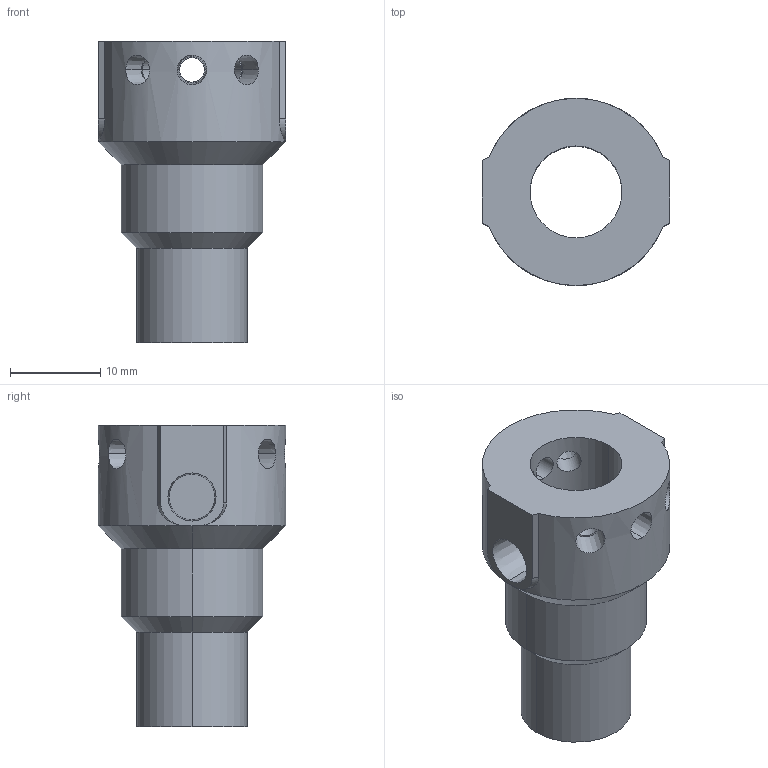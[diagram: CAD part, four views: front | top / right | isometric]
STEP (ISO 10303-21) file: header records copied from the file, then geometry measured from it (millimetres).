
FILE_DESCRIPTION (( 'STEP AP214' ), '1' );
FILE_NAME ('Landing Gear Lever Collar.STEP', '2021-03-26T06:39:41', ( '' ), ( '' ), 'SwSTEP 2.0', 'SolidWorks 2019', '' );
FILE_SCHEMA (( 'AUTOMOTIVE_DESIGN' ));
Length unit declared in the file: inch
Products named in the file (1): Landing Gear Lever Collar
Bounding box: 20.7 x 20.7 x 33.34 mm (x, y, z)
Volume: 4275.4 mm3; surface area: 3513.7 mm2
Topology: 1 solids, 1 shells, 64 faces, 148 edges, 94 vertices
Faces by surface type: cylinder 24, cone 20, plane 20
Entity records: 2480 total; most frequent: CARTESIAN_POINT 975, DIRECTION 298, ORIENTED_EDGE 296, EDGE_CURVE 148, AXIS2_PLACEMENT_3D 117, VERTEX_POINT 94, EDGE_LOOP 86, VECTOR 64
